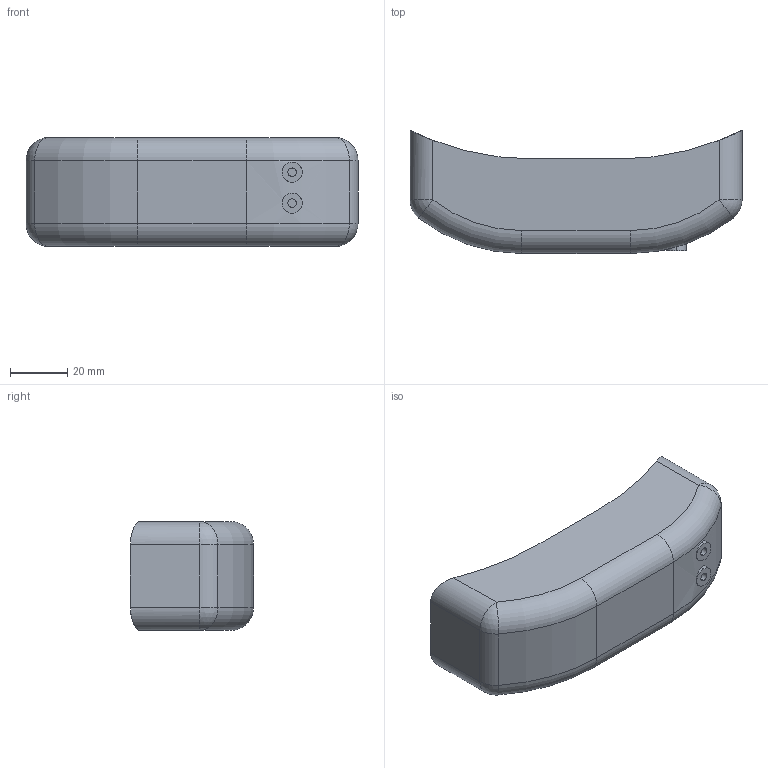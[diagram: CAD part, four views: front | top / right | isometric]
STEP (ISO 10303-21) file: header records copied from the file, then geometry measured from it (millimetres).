
FILE_DESCRIPTION (( 'STEP AP214' ), '1' );
FILE_NAME ('lion collar payload rechargeable.STEP', '2020-08-25T10:33:14', ( '' ), ( '' ), 'SwSTEP 2.0', 'SolidWorks 2016', '' );
FILE_SCHEMA (( 'AUTOMOTIVE_DESIGN' ));
Length unit declared in the file: millimetre
Products named in the file (1): lion collar payload rechargeable
Bounding box: 116 x 43 x 38 mm (x, y, z)
Volume: 136807.8 mm3; surface area: 18209.6 mm2
Topology: 1 solids, 1 shells, 50 faces, 108 edges, 64 vertices
Faces by surface type: cylinder 28, plane 14, sphere 4, torus 4
Entity records: 1746 total; most frequent: CARTESIAN_POINT 635, DIRECTION 238, ORIENTED_EDGE 208, EDGE_CURVE 104, AXIS2_PLACEMENT_3D 99, VERTEX_POINT 64, EDGE_LOOP 58, ADVANCED_FACE 50
